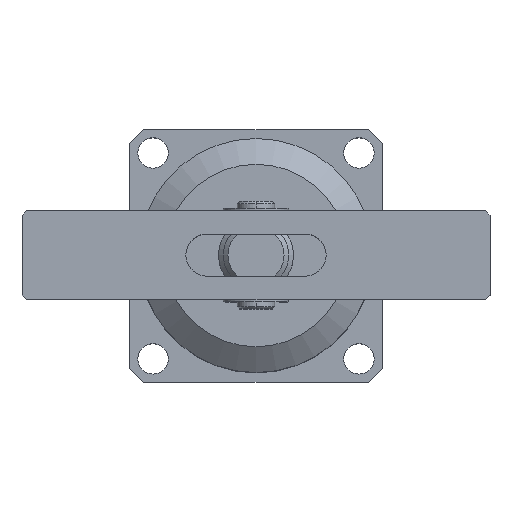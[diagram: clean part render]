
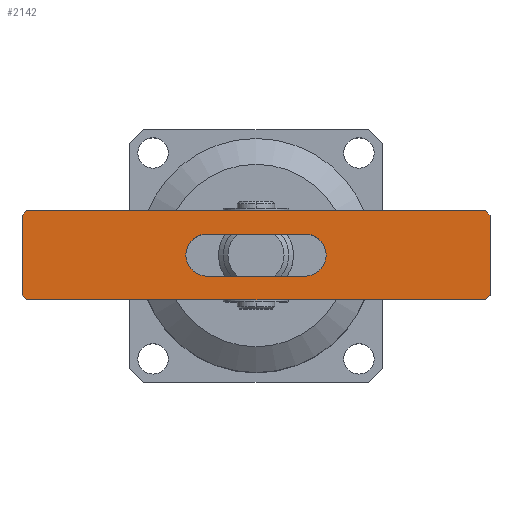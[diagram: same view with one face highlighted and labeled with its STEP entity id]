
A CAD part, top view. The second image highlights one B-rep face of the part: STEP entity #2142.
In plain terms, the highlighted face is planar.
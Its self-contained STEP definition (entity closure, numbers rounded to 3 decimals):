
#403 = VERTEX_POINT ( 'NONE', #5817 ) ;
#436 = VERTEX_POINT ( 'NONE', #5857 ) ;
#492 = VERTEX_POINT ( 'NONE', #5858 ) ;
#514 = VERTEX_POINT ( 'NONE', #3876 ) ;
#524 = VERTEX_POINT ( 'NONE', #3681 ) ;
#539 = VERTEX_POINT ( 'NONE', #4067 ) ;
#666 = VERTEX_POINT ( 'NONE', #3694 ) ;
#692 = VERTEX_POINT ( 'NONE', #3690 ) ;
#764 = VERTEX_POINT ( 'NONE', #3922 ) ;
#779 = VERTEX_POINT ( 'NONE', #3887 ) ;
#781 = VERTEX_POINT ( 'NONE', #3866 ) ;
#822 = VERTEX_POINT ( 'NONE', #3805 ) ;
#918 = AXIS2_PLACEMENT_3D ( 'NONE', #2441, #2438, #2434 ) ;
#1498 = AXIS2_PLACEMENT_3D ( 'NONE', #5668, #5667, #5666 ) ;
#1537 = AXIS2_PLACEMENT_3D ( 'NONE', #5977, #5978, #5979 ) ;
#1593 = EDGE_CURVE ( 'NONE', #822, #764, #4939, .T. ) ;
#1594 = EDGE_CURVE ( 'NONE', #524, #764, #4934, .T. ) ;
#1595 = EDGE_CURVE ( 'NONE', #524, #779, #4936, .T. ) ;
#1596 = EDGE_CURVE ( 'NONE', #492, #539, #4930, .T. ) ;
#1604 = EDGE_CURVE ( 'NONE', #822, #539, #4976, .T. ) ;
#1614 = EDGE_CURVE ( 'NONE', #692, #492, #5054, .T. ) ;
#1622 = EDGE_CURVE ( 'NONE', #781, #403, #5040, .T. ) ;
#1796 = EDGE_CURVE ( 'NONE', #403, #436, #4651, .T. ) ;
#1799 = EDGE_CURVE ( 'NONE', #779, #666, #4633, .T. ) ;
#1802 = EDGE_CURVE ( 'NONE', #436, #514, #4619, .T. ) ;
#1809 = EDGE_CURVE ( 'NONE', #666, #692, #4612, .T. ) ;
#1847 = EDGE_CURVE ( 'NONE', #514, #781, #5235, .T. ) ;
#2142 = ADVANCED_FACE ( 'NONE', ( #5605, #5503 ), #2439, .F. ) ;
#2434 = DIRECTION ( 'NONE',  ( 0., 0., -1. ) ) ;
#2438 = DIRECTION ( 'NONE',  ( 0., -1., 0. ) ) ;
#2439 = PLANE ( 'NONE',  #918 ) ;
#2441 = CARTESIAN_POINT ( 'NONE',  ( -50., 9.5, 19. ) ) ;
#2773 = EDGE_LOOP ( 'NONE', ( #6382, #6228, #6165, #6325 ) ) ;
#2782 = EDGE_LOOP ( 'NONE', ( #6185, #6244, #6093, #6288, #6080, #6120, #6316, #6166 ) ) ;
#3323 = CARTESIAN_POINT ( 'NONE',  ( 49., 9.5, 19. ) ) ;
#3328 = DIRECTION ( 'NONE',  ( -1., 0., 0. ) ) ;
#3369 = DIRECTION ( 'NONE',  ( 0.707, 0., 0.707 ) ) ;
#3446 = CARTESIAN_POINT ( 'NONE',  ( -49., 9.5, 19. ) ) ;
#3495 = DIRECTION ( 'NONE',  ( 0.707, 0., -0.707 ) ) ;
#3551 = DIRECTION ( 'NONE',  ( -0.707, 0., 0.707 ) ) ;
#3564 = CARTESIAN_POINT ( 'NONE',  ( -50., 9.5, 1. ) ) ;
#3569 = CARTESIAN_POINT ( 'NONE',  ( -50., 9.5, 19. ) ) ;
#3681 = CARTESIAN_POINT ( 'NONE',  ( 49., 9.5, 19. ) ) ;
#3690 = CARTESIAN_POINT ( 'NONE',  ( 49., 9.5, 0. ) ) ;
#3694 = CARTESIAN_POINT ( 'NONE',  ( 50., 9.5, 1. ) ) ;
#3805 = CARTESIAN_POINT ( 'NONE',  ( -50., 9.5, 18. ) ) ;
#3866 = CARTESIAN_POINT ( 'NONE',  ( -10.5, 9.5, 5. ) ) ;
#3876 = CARTESIAN_POINT ( 'NONE',  ( 10.5, 9.5, 5. ) ) ;
#3887 = CARTESIAN_POINT ( 'NONE',  ( 50., 9.5, 18. ) ) ;
#3922 = CARTESIAN_POINT ( 'NONE',  ( -49., 9.5, 19. ) ) ;
#4067 = CARTESIAN_POINT ( 'NONE',  ( -50., 9.5, 1. ) ) ;
#4609 = VECTOR ( 'NONE', #5647, 1000. ) ;
#4612 = LINE ( 'NONE', #5650, #4609 ) ;
#4619 = CIRCLE ( 'NONE', #1498, 4.5 ) ;
#4626 = VECTOR ( 'NONE', #5675, 1000. ) ;
#4631 = VECTOR ( 'NONE', #5694, 1000. ) ;
#4633 = LINE ( 'NONE', #5676, #4626 ) ;
#4651 = LINE ( 'NONE', #5688, #4631 ) ;
#4929 = VECTOR ( 'NONE', #3328, 1000. ) ;
#4930 = LINE ( 'NONE', #3564, #4933 ) ;
#4931 = VECTOR ( 'NONE', #3495, 1000. ) ;
#4933 = VECTOR ( 'NONE', #3551, 1000. ) ;
#4934 = LINE ( 'NONE', #3569, #4929 ) ;
#4936 = LINE ( 'NONE', #3323, #4931 ) ;
#4937 = VECTOR ( 'NONE', #3369, 1000. ) ;
#4939 = LINE ( 'NONE', #3446, #4937 ) ;
#4971 = VECTOR ( 'NONE', #6042, 1000. ) ;
#4976 = LINE ( 'NONE', #5883, #4971 ) ;
#5040 = CIRCLE ( 'NONE', #1537, 4.5 ) ;
#5054 = LINE ( 'NONE', #6017, #5061 ) ;
#5061 = VECTOR ( 'NONE', #6018, 1000. ) ;
#5235 = LINE ( 'NONE', #6875, #5303 ) ;
#5303 = VECTOR ( 'NONE', #6874, 1000. ) ;
#5503 = FACE_OUTER_BOUND ( 'NONE', #2782, .T. ) ;
#5605 = FACE_BOUND ( 'NONE', #2773, .T. ) ;
#5647 = DIRECTION ( 'NONE',  ( -0.707, 0., -0.707 ) ) ;
#5650 = CARTESIAN_POINT ( 'NONE',  ( 50., 9.5, 1. ) ) ;
#5666 = DIRECTION ( 'NONE',  ( 0., 0., 1. ) ) ;
#5667 = DIRECTION ( 'NONE',  ( 0., 1., 0. ) ) ;
#5668 = CARTESIAN_POINT ( 'NONE',  ( 10.5, 9.5, 9.5 ) ) ;
#5675 = DIRECTION ( 'NONE',  ( 0., 0., -1. ) ) ;
#5676 = CARTESIAN_POINT ( 'NONE',  ( 50., 9.5, 19. ) ) ;
#5688 = CARTESIAN_POINT ( 'NONE',  ( -10.5, 9.5, 14. ) ) ;
#5694 = DIRECTION ( 'NONE',  ( 1., 0., 0. ) ) ;
#5817 = CARTESIAN_POINT ( 'NONE',  ( -10.5, 9.5, 14. ) ) ;
#5857 = CARTESIAN_POINT ( 'NONE',  ( 10.5, 9.5, 14. ) ) ;
#5858 = CARTESIAN_POINT ( 'NONE',  ( -49., 9.5, 0. ) ) ;
#5883 = CARTESIAN_POINT ( 'NONE',  ( -50., 9.5, 19. ) ) ;
#5977 = CARTESIAN_POINT ( 'NONE',  ( -10.5, 9.5, 9.5 ) ) ;
#5978 = DIRECTION ( 'NONE',  ( 0., 1., 0. ) ) ;
#5979 = DIRECTION ( 'NONE',  ( 0., 0., 1. ) ) ;
#6017 = CARTESIAN_POINT ( 'NONE',  ( -50., 9.5, 0. ) ) ;
#6018 = DIRECTION ( 'NONE',  ( -1., 0., 0. ) ) ;
#6042 = DIRECTION ( 'NONE',  ( 0., 0., -1. ) ) ;
#6080 = ORIENTED_EDGE ( 'NONE', *, *, #1594, .F. ) ;
#6093 = ORIENTED_EDGE ( 'NONE', *, *, #1604, .F. ) ;
#6120 = ORIENTED_EDGE ( 'NONE', *, *, #1595, .T. ) ;
#6165 = ORIENTED_EDGE ( 'NONE', *, *, #1847, .F. ) ;
#6166 = ORIENTED_EDGE ( 'NONE', *, *, #1809, .T. ) ;
#6185 = ORIENTED_EDGE ( 'NONE', *, *, #1614, .T. ) ;
#6228 = ORIENTED_EDGE ( 'NONE', *, *, #1622, .F. ) ;
#6244 = ORIENTED_EDGE ( 'NONE', *, *, #1596, .T. ) ;
#6288 = ORIENTED_EDGE ( 'NONE', *, *, #1593, .T. ) ;
#6316 = ORIENTED_EDGE ( 'NONE', *, *, #1799, .T. ) ;
#6325 = ORIENTED_EDGE ( 'NONE', *, *, #1802, .F. ) ;
#6382 = ORIENTED_EDGE ( 'NONE', *, *, #1796, .F. ) ;
#6874 = DIRECTION ( 'NONE',  ( -1., 0., 0. ) ) ;
#6875 = CARTESIAN_POINT ( 'NONE',  ( -10.5, 9.5, 5. ) ) ;
